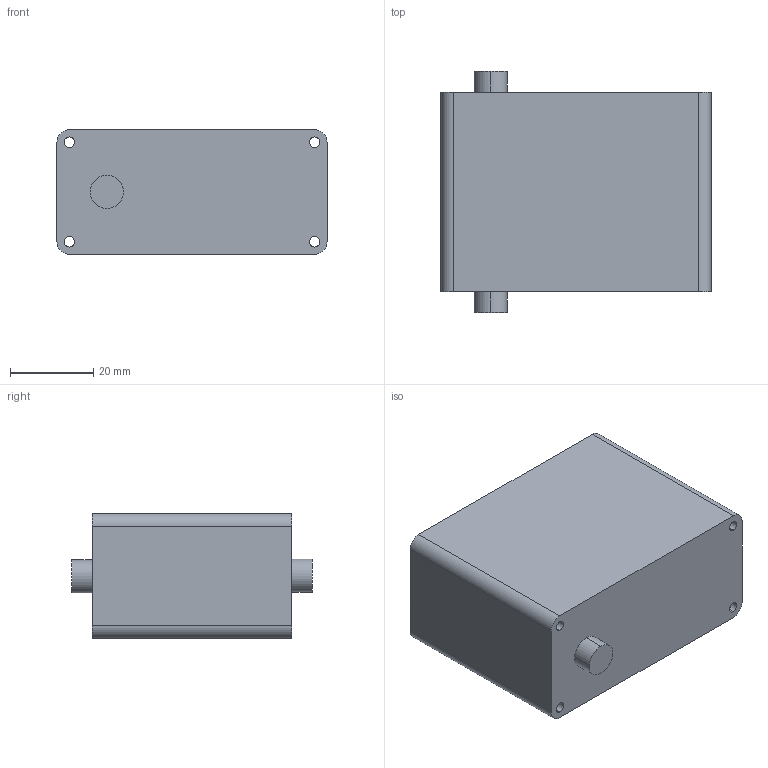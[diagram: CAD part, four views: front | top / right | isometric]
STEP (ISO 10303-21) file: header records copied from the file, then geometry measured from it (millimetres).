
FILE_DESCRIPTION (( 'STEP AP203' ), '1' );
FILE_NAME ('Pack and go 8-II( Updated Final Assembly File)Base motor_Default_sldprt.STEP', '2024-12-13T20:43:00', ( '' ), ( '' ), 'SwSTEP 2.0', 'SolidWorks 2024', '' );
FILE_SCHEMA (( 'CONFIG_CONTROL_DESIGN' ));
Length unit declared in the file: millimetre
Products named in the file (1): Pack and go 8-II( Updated Final Assembly File)Base motor_Default_sldprt
Bounding box: 65 x 58 x 30 mm (x, y, z)
Volume: 92789.3 mm3; surface area: 14477.3 mm2
Topology: 1 solids, 1 shells, 24 faces, 60 edges, 40 vertices
Faces by surface type: cylinder 16, plane 8
Entity records: 829 total; most frequent: DIRECTION 142, CARTESIAN_POINT 125, ORIENTED_EDGE 120, EDGE_CURVE 60, AXIS2_PLACEMENT_3D 57, VERTEX_POINT 40, EDGE_LOOP 34, CIRCLE 32
